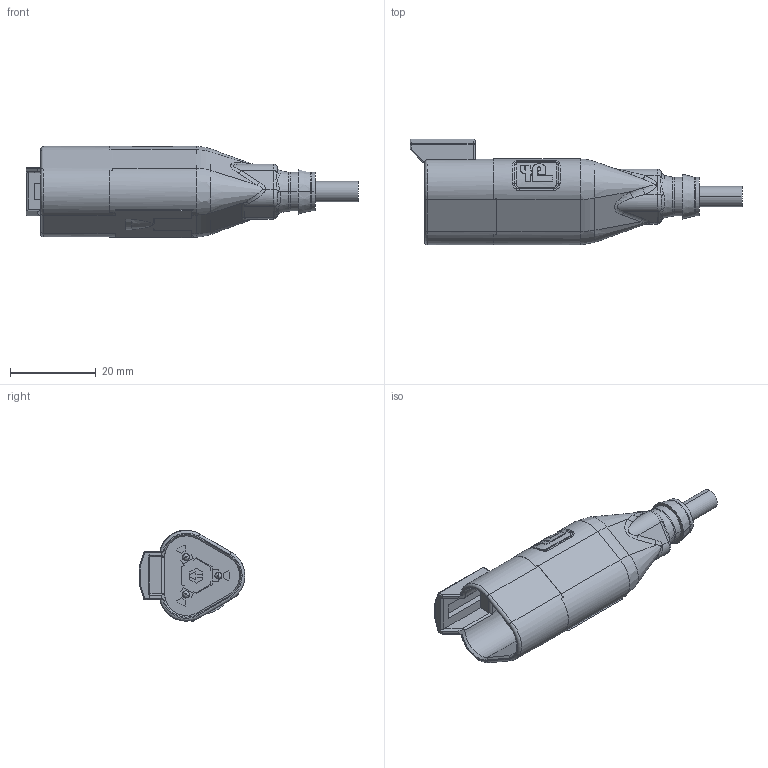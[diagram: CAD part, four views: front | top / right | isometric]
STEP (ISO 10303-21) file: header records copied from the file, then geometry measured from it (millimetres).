
FILE_DESCRIPTION((''),'2;1');
FILE_NAME('CAD-6772_SW0001','2019-10-17T10:51:04',('creinig-se'),(''),'CREO PARAMETRIC BY PTC INC, 2018420','CREO PARAMETRIC BY PTC INC, 2018420','');
FILE_SCHEMA(('CONFIG_CONTROL_DESIGN','SHAPE_APPEARANCE_LAYERS_GROUPS'));
Length unit declared in the file: millimetre
Products named in the file (1): CAD-6772_SW0001
Bounding box: 77.53 x 24.74 x 21.36 mm (x, y, z)
Volume: 12461.5 mm3; surface area: 5743.4 mm2
Topology: 1 solids, 1 shells, 304 faces, 773 edges, 480 vertices
Faces by surface type: plane 148, cylinder 78, bspline 44, torus 19, cone 11, sphere 4
Entity records: 14749 total; most frequent: CARTESIAN_POINT 5656, ORIENTED_EDGE 1538, DIRECTION 1333, EDGE_CURVE 769, VERTEX_POINT 480, AXIS2_PLACEMENT_3D 452, VECTOR 429, LINE 429
